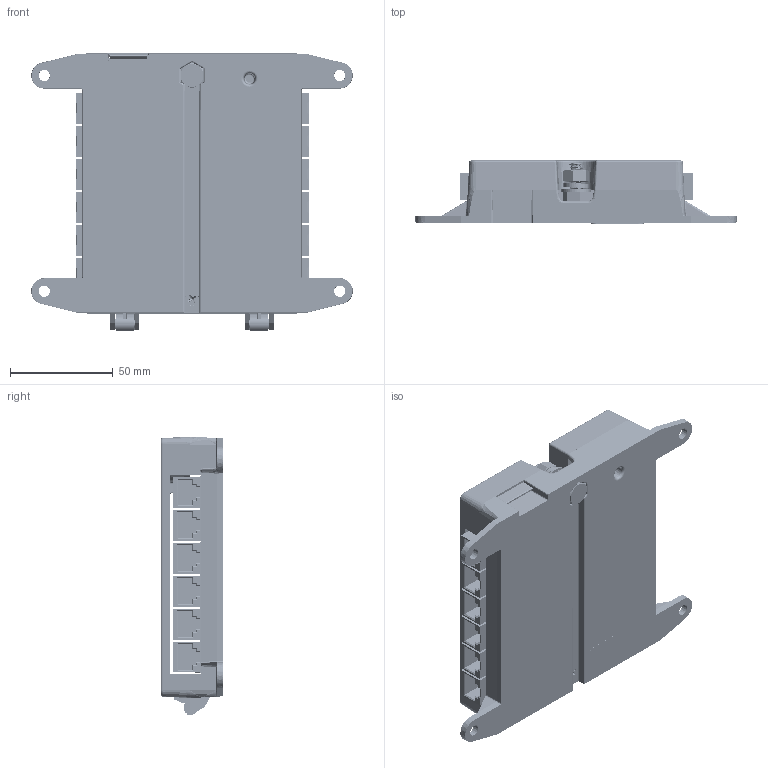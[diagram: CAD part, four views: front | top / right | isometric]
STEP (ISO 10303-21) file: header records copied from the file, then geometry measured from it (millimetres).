
FILE_DESCRIPTION (( 'STEP AP214' ), '1' );
FILE_NAME ('1101-772-A-E.STEP', '2019-01-24T21:02:23', ( '' ), ( '' ), 'SwSTEP 2.0', 'SolidWorks 2018', '' );
FILE_SCHEMA (( 'AUTOMOTIVE_DESIGN' ));
Length unit declared in the file: inch
Products named in the file (77): 2200-402-1; 8050-494^1101-772-A; 2103-057; 2102-207; 2103-030_Uncompressed; 2105-368^2105-368; PEM FHS-M3-10^2105-368; 2500-286; 5320-093; 2100-229; 2100-012; 2003-1052; 2103-030; 2003-2484; 2102-173; 2100-037; 1400-548^1101-772-A; 2103-026; 102-400-024_92941A542; 2103-028; 102-400-024; 1101-772-A-E; 2105-368; 2100-037_2100-037; 5320-092; 2250-760-1
Assembly tree (50 placements, depth 3):
  2200-402-1
  8050-494^1101-772-A
  2103-057
  2200-402-1
  2105-368^2105-368
Bounding box: 156.2 x 30.49 x 135.4 mm (x, y, z)
Volume: 148830 mm3; surface area: 152648.9 mm2
Topology: 183 solids, 183 shells, 11853 faces, 30908 edges, 20209 vertices
Faces by surface type: plane 6921, bspline 2525, cylinder 1546, cone 808, torus 37, sphere 16
Entity records: 235915 total; most frequent: CARTESIAN_POINT 72386, ORIENTED_EDGE 26858, DIRECTION 17453, EDGE_CURVE 13429, VERTEX_POINT 8799, LINE 8529, VECTOR 8529, EDGE_LOOP 5434
